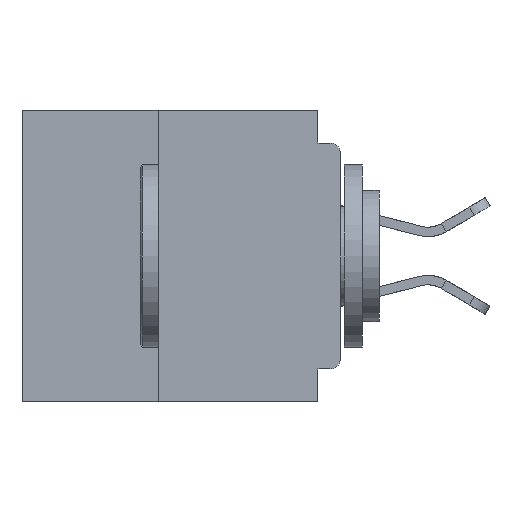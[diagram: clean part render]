
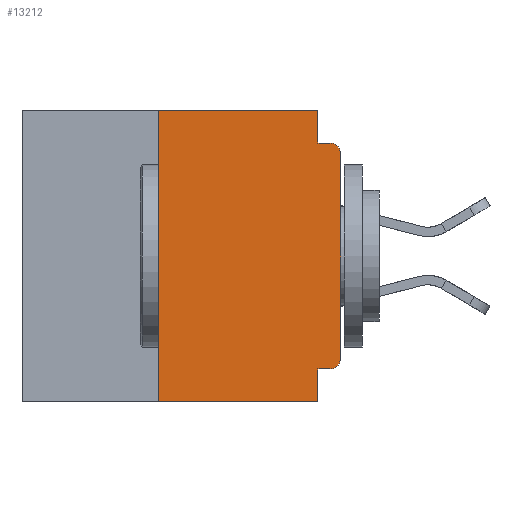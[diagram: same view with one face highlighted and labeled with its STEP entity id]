
A CAD part, left-side view. The second image highlights one B-rep face of the part: STEP entity #13212.
In plain terms, the highlighted planar face has unit normal (-1, 0, 0).
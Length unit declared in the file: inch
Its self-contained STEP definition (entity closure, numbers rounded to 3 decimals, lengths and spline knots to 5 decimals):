
#251 = VERTEX_POINT ( 'NONE', #31714 ) ;
#356 = VERTEX_POINT ( 'NONE', #24725 ) ;
#911 = ORIENTED_EDGE ( 'NONE', *, *, #18305, .F. ) ;
#1054 = VECTOR ( 'NONE', #27962, 39.37008 ) ;
#1205 = CARTESIAN_POINT ( 'NONE',  ( 0., 0.015, -0.355 ) ) ;
#1329 = ORIENTED_EDGE ( 'NONE', *, *, #20564, .F. ) ;
#1591 = AXIS2_PLACEMENT_3D ( 'NONE', #38208, #20306, #1729 ) ;
#1729 = DIRECTION ( 'NONE',  ( 0., 0., -1. ) ) ;
#3299 = DIRECTION ( 'NONE',  ( 0., 0., -1. ) ) ;
#3401 = DIRECTION ( 'NONE',  ( 0., 0., -1. ) ) ;
#3687 = CARTESIAN_POINT ( 'NONE',  ( 0., 0.015, -0.045 ) ) ;
#3770 = CARTESIAN_POINT ( 'NONE',  ( 0., 0.25, 0. ) ) ;
#4618 = VERTEX_POINT ( 'NONE', #8255 ) ;
#4869 = VECTOR ( 'NONE', #3299, 39.37008 ) ;
#5298 = VERTEX_POINT ( 'NONE', #1205 ) ;
#5575 = EDGE_CURVE ( 'NONE', #5298, #22265, #14675, .T. ) ;
#6218 = DIRECTION ( 'NONE',  ( 0., -1., 0. ) ) ;
#6354 = EDGE_CURVE ( 'NONE', #22265, #251, #17496, .T. ) ;
#8238 = EDGE_CURVE ( 'NONE', #16747, #13938, #13452, .T. ) ;
#8255 = CARTESIAN_POINT ( 'NONE',  ( 0., 0.031, -0.045 ) ) ;
#9076 = CARTESIAN_POINT ( 'NONE',  ( 0., 0., -0.34 ) ) ;
#9384 = EDGE_CURVE ( 'NONE', #4618, #21908, #14779, .T. ) ;
#10532 = VECTOR ( 'NONE', #3401, 39.37008 ) ;
#11646 = FACE_OUTER_BOUND ( 'NONE', #27828, .T. ) ;
#12013 = DIRECTION ( 'NONE',  ( 0., -1., 0. ) ) ;
#12683 = CARTESIAN_POINT ( 'NONE',  ( 0., 0.031, -0.4 ) ) ;
#13212 = ADVANCED_FACE ( 'NONE', ( #11646 ), #13579, .F. ) ;
#13452 = LINE ( 'NONE', #39413, #28905 ) ;
#13579 = PLANE ( 'NONE',  #32908 ) ;
#13636 = DIRECTION ( 'NONE',  ( 0., -1., 0. ) ) ;
#13938 = VERTEX_POINT ( 'NONE', #15920 ) ;
#14392 = ORIENTED_EDGE ( 'NONE', *, *, #36792, .F. ) ;
#14557 = LINE ( 'NONE', #30416, #38616 ) ;
#14675 = CIRCLE ( 'NONE', #23702, 0.015 ) ;
#14779 = LINE ( 'NONE', #30445, #22108 ) ;
#15293 = EDGE_CURVE ( 'NONE', #5298, #29148, #38718, .T. ) ;
#15456 = ORIENTED_EDGE ( 'NONE', *, *, #8238, .T. ) ;
#15920 = CARTESIAN_POINT ( 'NONE',  ( 0., 0.031, -0.4 ) ) ;
#16650 = DIRECTION ( 'NONE',  ( 0., 0., -1. ) ) ;
#16669 = ORIENTED_EDGE ( 'NONE', *, *, #9384, .F. ) ;
#16747 = VERTEX_POINT ( 'NONE', #36027 ) ;
#17496 = LINE ( 'NONE', #27918, #1054 ) ;
#17548 = VECTOR ( 'NONE', #26437, 39.37008 ) ;
#18305 = EDGE_CURVE ( 'NONE', #24969, #356, #28441, .T. ) ;
#19457 = CARTESIAN_POINT ( 'NONE',  ( 0., 0.031, -0.355 ) ) ;
#20306 = DIRECTION ( 'NONE',  ( -1., 0., 0. ) ) ;
#20549 = DIRECTION ( 'NONE',  ( -1., 0., 0. ) ) ;
#20564 = EDGE_CURVE ( 'NONE', #16747, #24969, #14557, .T. ) ;
#20861 = DIRECTION ( 'NONE',  ( 0., 0., -1. ) ) ;
#21218 = CARTESIAN_POINT ( 'NONE',  ( 0., 0.015, -0.34 ) ) ;
#21908 = VERTEX_POINT ( 'NONE', #3687 ) ;
#22108 = VECTOR ( 'NONE', #12013, 39.37008 ) ;
#22265 = VERTEX_POINT ( 'NONE', #9076 ) ;
#23241 = LINE ( 'NONE', #36731, #4869 ) ;
#23353 = CARTESIAN_POINT ( 'NONE',  ( 0., 0., -0.355 ) ) ;
#23515 = ORIENTED_EDGE ( 'NONE', *, *, #39244, .F. ) ;
#23702 = AXIS2_PLACEMENT_3D ( 'NONE', #21218, #20549, #20861 ) ;
#24422 = CIRCLE ( 'NONE', #1591, 0.015 ) ;
#24725 = CARTESIAN_POINT ( 'NONE',  ( 0., 0.031, 0. ) ) ;
#24969 = VERTEX_POINT ( 'NONE', #3770 ) ;
#25119 = ORIENTED_EDGE ( 'NONE', *, *, #15293, .F. ) ;
#25935 = CARTESIAN_POINT ( 'NONE',  ( 0., 0.437, 0. ) ) ;
#26000 = CARTESIAN_POINT ( 'NONE',  ( 0., 0.437, 0. ) ) ;
#26437 = DIRECTION ( 'NONE',  ( 0., 1., 0. ) ) ;
#27828 = EDGE_LOOP ( 'NONE', ( #35348, #37645, #16669, #23515, #911, #1329, #15456, #14392, #25119, #38008 ) ) ;
#27918 = CARTESIAN_POINT ( 'NONE',  ( 0., 0., 0. ) ) ;
#27962 = DIRECTION ( 'NONE',  ( 0., 0., 1. ) ) ;
#28441 = LINE ( 'NONE', #26000, #35311 ) ;
#28905 = VECTOR ( 'NONE', #6218, 39.37008 ) ;
#29148 = VERTEX_POINT ( 'NONE', #19457 ) ;
#30287 = DIRECTION ( 'NONE',  ( 0., 0., 1. ) ) ;
#30416 = CARTESIAN_POINT ( 'NONE',  ( 0., 0.25, -0.4 ) ) ;
#30445 = CARTESIAN_POINT ( 'NONE',  ( 0., 0., -0.045 ) ) ;
#31630 = EDGE_CURVE ( 'NONE', #251, #21908, #24422, .T. ) ;
#31714 = CARTESIAN_POINT ( 'NONE',  ( 0., 0., -0.06 ) ) ;
#32908 = AXIS2_PLACEMENT_3D ( 'NONE', #25935, #34853, #16650 ) ;
#33893 = LINE ( 'NONE', #12683, #10532 ) ;
#34853 = DIRECTION ( 'NONE',  ( 1., 0., 0. ) ) ;
#35311 = VECTOR ( 'NONE', #13636, 39.37008 ) ;
#35348 = ORIENTED_EDGE ( 'NONE', *, *, #6354, .T. ) ;
#36027 = CARTESIAN_POINT ( 'NONE',  ( 0., 0.25, -0.4 ) ) ;
#36731 = CARTESIAN_POINT ( 'NONE',  ( 0., 0.031, 0. ) ) ;
#36792 = EDGE_CURVE ( 'NONE', #29148, #13938, #33893, .T. ) ;
#37645 = ORIENTED_EDGE ( 'NONE', *, *, #31630, .T. ) ;
#38008 = ORIENTED_EDGE ( 'NONE', *, *, #5575, .T. ) ;
#38208 = CARTESIAN_POINT ( 'NONE',  ( 0., 0.015, -0.06 ) ) ;
#38616 = VECTOR ( 'NONE', #30287, 39.37008 ) ;
#38718 = LINE ( 'NONE', #23353, #17548 ) ;
#39244 = EDGE_CURVE ( 'NONE', #356, #4618, #23241, .T. ) ;
#39413 = CARTESIAN_POINT ( 'NONE',  ( 0., 0.437, -0.4 ) ) ;
